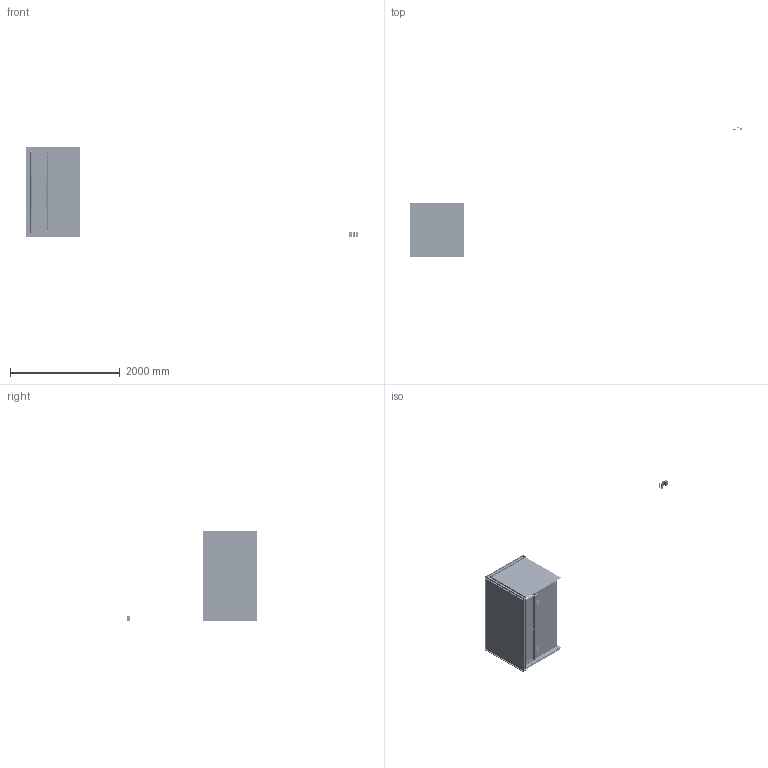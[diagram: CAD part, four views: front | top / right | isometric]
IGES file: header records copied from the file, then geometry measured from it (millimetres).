
Start section:  PTC IGES file: dcp9m-850X1450.igs
Global section: file name: dcp9m-850X1450.igs; native system: Pro/ENGINEER by Parametric Technology Corporation; preprocessor: 2010280; author: admin; organization: Unknown; date: 20140606.112236; units: millimetre
Bounding box: 6056.12 x 2379.94 x 1656.3 mm (x, y, z)
Volume: 863978388.6 mm3; surface area: 209399343.4 mm2
Topology: 139 solids, 173 shells, 16585 faces, 114839 edges, 165215 vertices
Faces by surface type: revolution 8394, bspline 8183, extrusion 8
